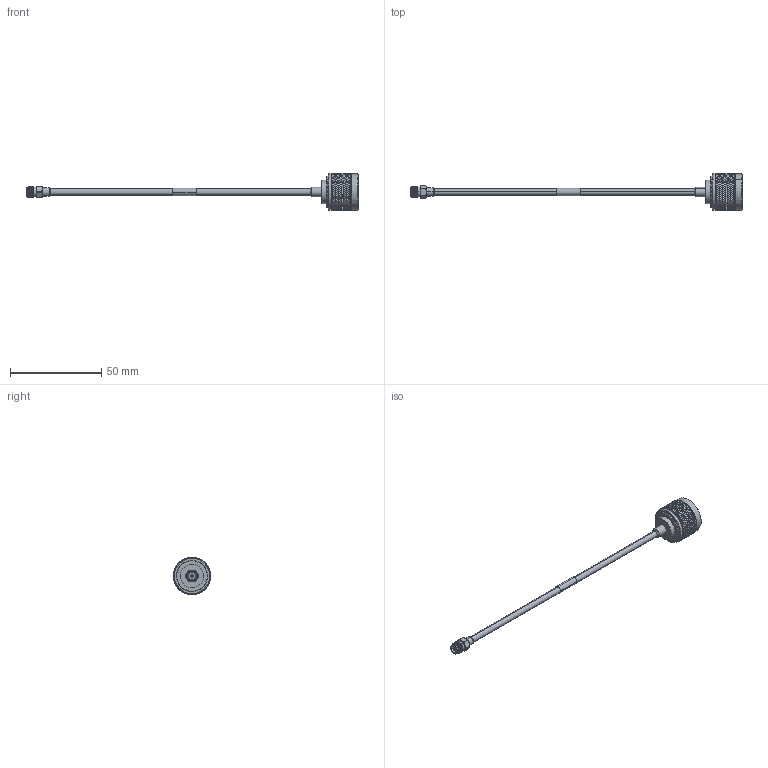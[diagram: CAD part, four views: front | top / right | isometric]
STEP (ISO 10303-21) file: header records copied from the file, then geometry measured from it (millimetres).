
FILE_DESCRIPTION (( 'STEP AP214' ), '1' );
FILE_NAME ('LCCA30415.step', '2020-05-01T18:17:28', ( '' ), ( '' ), 'SwSTEP 2.0', 'SolidWorks 2018', '' );
FILE_SCHEMA (( 'AUTOMOTIVE_DESIGN' ));
Length unit declared in the file: inch
Products named in the file (7): LC141TB (141 FORMABLE); LCCA30415; solder plug left^LCCA30415; LCCN3051; LCCN3047; 1AW01-003_.152 ID; solder plug right^LCCA30415
Assembly tree (6 placements, depth 2):
  LCCA30415
    LC141TB (141 FORMABLE)
    LCCN3047
    solder plug left^LCCA30415
    1AW01-003_.152 ID
    LCCN3051
    solder plug right^LCCA30415
Bounding box: 181.61 x 20.32 x 20.32 mm (x, y, z)
Volume: 5799.2 mm3; surface area: 5857.4 mm2
Topology: 7 solids, 7 shells, 2406 faces, 5127 edges, 2749 vertices
Faces by surface type: bspline 1798, cylinder 524, cone 44, plane 34, sphere 4, torus 2
Entity records: 94008 total; most frequent: CARTESIAN_POINT 61982, ORIENTED_EDGE 10254, EDGE_CURVE 5127, VERTEX_POINT 2749, EDGE_LOOP 2428, FACE_OUTER_BOUND 2406, ADVANCED_FACE 2406, B_SPLINE_CURVE_WITH_KNOTS 2063
